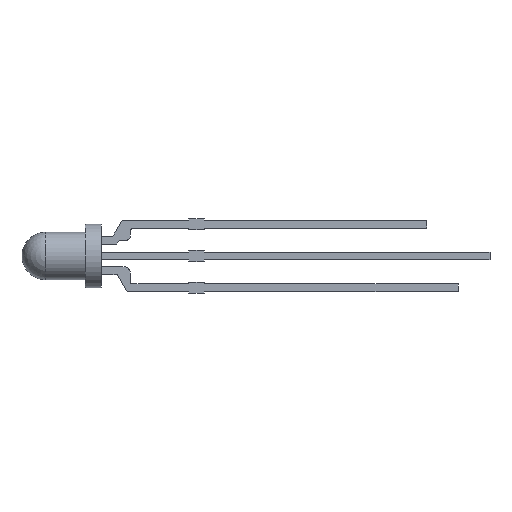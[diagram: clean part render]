
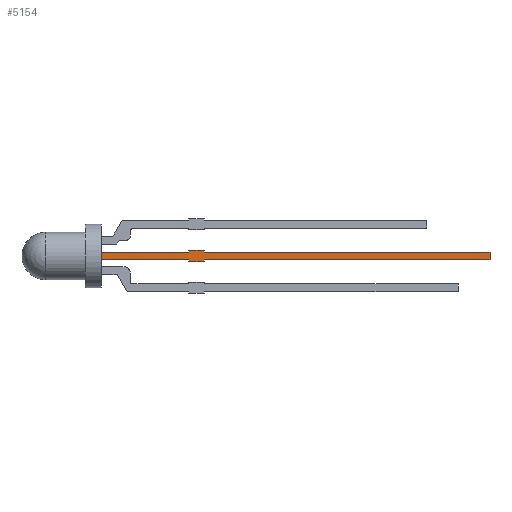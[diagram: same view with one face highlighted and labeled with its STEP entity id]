
A CAD part, left-side view. The second image highlights one B-rep face of the part: STEP entity #5154.
In plain terms, the highlighted planar face has unit normal (-1, 0, 0).
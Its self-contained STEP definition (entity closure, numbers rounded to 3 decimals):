
#420 = CARTESIAN_POINT ( 'NONE',  ( -0.25, 0., -0.25 ) ) ;
#421 = CARTESIAN_POINT ( 'NONE',  ( -0.25, 0., 0.25 ) ) ;
#548 = CARTESIAN_POINT ( 'NONE',  ( -0.25, -5.5, 0.35 ) ) ;
#752 = VECTOR ( 'NONE', #6055, 1000. ) ;
#755 = VECTOR ( 'NONE', #6064, 1000. ) ;
#849 = VECTOR ( 'NONE', #6189, 1000. ) ;
#2166 = EDGE_CURVE ( 'NONE', #4532, #4530, #3422, .T. ) ;
#2169 = EDGE_CURVE ( 'NONE', #4534, #4532, #3431, .T. ) ;
#2172 = EDGE_CURVE ( 'NONE', #4534, #4536, #3440, .T. ) ;
#2175 = EDGE_CURVE ( 'NONE', #4536, #4538, #3449, .T. ) ;
#2178 = EDGE_CURVE ( 'NONE', #4538, #4540, #3458, .T. ) ;
#2181 = EDGE_CURVE ( 'NONE', #4542, #4540, #3467, .T. ) ;
#2183 = EDGE_CURVE ( 'NONE', #4542, #7475, #3473, .T. ) ;
#2185 = EDGE_CURVE ( 'NONE', #4525, #7476, #3479, .T. ) ;
#2309 = EDGE_CURVE ( 'NONE', #7603, #4525, #3850, .T. ) ;
#2617 = FACE_OUTER_BOUND ( 'NONE', #6675, .T. ) ;
#2623 = AXIS2_PLACEMENT_3D ( 'NONE', #10614, #10615, #10616 ) ;
#2709 = EDGE_CURVE ( 'NONE', #4528, #7603, #6053, .T. ) ;
#2712 = EDGE_CURVE ( 'NONE', #4528, #4530, #6062, .T. ) ;
#2741 = EDGE_CURVE ( 'NONE', #7475, #7476, #6187, .T. ) ;
#3422 = LINE ( 'NONE', #3423, #7756 ) ;
#3423 = CARTESIAN_POINT ( 'NONE',  ( -0.25, -33.265, 0.25 ) ) ;
#3424 = DIRECTION ( 'NONE',  ( 0., 1., 0. ) ) ;
#3431 = LINE ( 'NONE', #3432, #7750 ) ;
#3432 = CARTESIAN_POINT ( 'NONE',  ( -0.25, -24.5, -0.718 ) ) ;
#3433 = DIRECTION ( 'NONE',  ( 0., 0., 1. ) ) ;
#3440 = LINE ( 'NONE', #3441, #7755 ) ;
#3441 = CARTESIAN_POINT ( 'NONE',  ( -0.25, -33.265, -0.25 ) ) ;
#3442 = DIRECTION ( 'NONE',  ( 0., 1., 0. ) ) ;
#3449 = LINE ( 'NONE', #3450, #7749 ) ;
#3450 = CARTESIAN_POINT ( 'NONE',  ( -0.25, -6.5, -0.718 ) ) ;
#3451 = DIRECTION ( 'NONE',  ( 0., 0., -1. ) ) ;
#3458 = LINE ( 'NONE', #3459, #8461 ) ;
#3459 = CARTESIAN_POINT ( 'NONE',  ( -0.25, -33.265, -0.35 ) ) ;
#3460 = DIRECTION ( 'NONE',  ( 0., 1., 0. ) ) ;
#3467 = LINE ( 'NONE', #3468, #8456 ) ;
#3468 = CARTESIAN_POINT ( 'NONE',  ( -0.25, -5.5, -0.718 ) ) ;
#3469 = DIRECTION ( 'NONE',  ( 0., 0., -1. ) ) ;
#3473 = LINE ( 'NONE', #3474, #8457 ) ;
#3474 = CARTESIAN_POINT ( 'NONE',  ( -0.25, -33.265, -0.25 ) ) ;
#3475 = DIRECTION ( 'NONE',  ( 0., 1., 0. ) ) ;
#3479 = LINE ( 'NONE', #3480, #8459 ) ;
#3480 = CARTESIAN_POINT ( 'NONE',  ( -0.25, -33.265, 0.25 ) ) ;
#3481 = DIRECTION ( 'NONE',  ( 0., 1., 0. ) ) ;
#3850 = LINE ( 'NONE', #3851, #4346 ) ;
#3851 = CARTESIAN_POINT ( 'NONE',  ( -0.25, -5.5, -0.718 ) ) ;
#3852 = DIRECTION ( 'NONE',  ( 0., 0., -1. ) ) ;
#4346 = VECTOR ( 'NONE', #3852, 1000. ) ;
#4525 = VERTEX_POINT ( 'NONE', #8736 ) ;
#4528 = VERTEX_POINT ( 'NONE', #8739 ) ;
#4530 = VERTEX_POINT ( 'NONE', #8741 ) ;
#4532 = VERTEX_POINT ( 'NONE', #8743 ) ;
#4534 = VERTEX_POINT ( 'NONE', #8745 ) ;
#4536 = VERTEX_POINT ( 'NONE', #8747 ) ;
#4538 = VERTEX_POINT ( 'NONE', #8749 ) ;
#4540 = VERTEX_POINT ( 'NONE', #8751 ) ;
#4542 = VERTEX_POINT ( 'NONE', #8753 ) ;
#5154 = ADVANCED_FACE ( 'NONE', ( #2617 ), #10613, .T. ) ;
#6053 = LINE ( 'NONE', #6054, #752 ) ;
#6054 = CARTESIAN_POINT ( 'NONE',  ( -0.25, -33.265, 0.35 ) ) ;
#6055 = DIRECTION ( 'NONE',  ( 0., 1., 0. ) ) ;
#6062 = LINE ( 'NONE', #6063, #755 ) ;
#6063 = CARTESIAN_POINT ( 'NONE',  ( -0.25, -6.5, -0.718 ) ) ;
#6064 = DIRECTION ( 'NONE',  ( 0., 0., -1. ) ) ;
#6187 = LINE ( 'NONE', #6188, #849 ) ;
#6188 = CARTESIAN_POINT ( 'NONE',  ( -0.25, 0., -0.718 ) ) ;
#6189 = DIRECTION ( 'NONE',  ( 0., 0., 1. ) ) ;
#6675 = EDGE_LOOP ( 'NONE', ( #7097, #7098, #7099, #7096, #7100, #7101, #7102, #7103, #7104, #7105, #7106, #7107 ) ) ;
#7096 = ORIENTED_EDGE ( 'NONE', *, *, #2183, .F. ) ;
#7097 = ORIENTED_EDGE ( 'NONE', *, *, #2309, .T. ) ;
#7098 = ORIENTED_EDGE ( 'NONE', *, *, #2185, .T. ) ;
#7099 = ORIENTED_EDGE ( 'NONE', *, *, #2741, .F. ) ;
#7100 = ORIENTED_EDGE ( 'NONE', *, *, #2181, .T. ) ;
#7101 = ORIENTED_EDGE ( 'NONE', *, *, #2178, .F. ) ;
#7102 = ORIENTED_EDGE ( 'NONE', *, *, #2175, .F. ) ;
#7103 = ORIENTED_EDGE ( 'NONE', *, *, #2172, .F. ) ;
#7104 = ORIENTED_EDGE ( 'NONE', *, *, #2169, .T. ) ;
#7105 = ORIENTED_EDGE ( 'NONE', *, *, #2166, .T. ) ;
#7106 = ORIENTED_EDGE ( 'NONE', *, *, #2712, .F. ) ;
#7107 = ORIENTED_EDGE ( 'NONE', *, *, #2709, .T. ) ;
#7475 = VERTEX_POINT ( 'NONE', #420 ) ;
#7476 = VERTEX_POINT ( 'NONE', #421 ) ;
#7603 = VERTEX_POINT ( 'NONE', #548 ) ;
#7749 = VECTOR ( 'NONE', #3451, 1000. ) ;
#7750 = VECTOR ( 'NONE', #3433, 1000. ) ;
#7755 = VECTOR ( 'NONE', #3442, 1000. ) ;
#7756 = VECTOR ( 'NONE', #3424, 1000. ) ;
#8456 = VECTOR ( 'NONE', #3469, 1000. ) ;
#8457 = VECTOR ( 'NONE', #3475, 1000. ) ;
#8459 = VECTOR ( 'NONE', #3481, 1000. ) ;
#8461 = VECTOR ( 'NONE', #3460, 1000. ) ;
#8736 = CARTESIAN_POINT ( 'NONE',  ( -0.25, -5.5, 0.25 ) ) ;
#8739 = CARTESIAN_POINT ( 'NONE',  ( -0.25, -6.5, 0.35 ) ) ;
#8741 = CARTESIAN_POINT ( 'NONE',  ( -0.25, -6.5, 0.25 ) ) ;
#8743 = CARTESIAN_POINT ( 'NONE',  ( -0.25, -24.5, 0.25 ) ) ;
#8745 = CARTESIAN_POINT ( 'NONE',  ( -0.25, -24.5, -0.25 ) ) ;
#8747 = CARTESIAN_POINT ( 'NONE',  ( -0.25, -6.5, -0.25 ) ) ;
#8749 = CARTESIAN_POINT ( 'NONE',  ( -0.25, -6.5, -0.35 ) ) ;
#8751 = CARTESIAN_POINT ( 'NONE',  ( -0.25, -5.5, -0.35 ) ) ;
#8753 = CARTESIAN_POINT ( 'NONE',  ( -0.25, -5.5, -0.25 ) ) ;
#10613 = PLANE ( 'NONE',  #2623 ) ;
#10614 = CARTESIAN_POINT ( 'NONE',  ( -0.25, -33.265, -0.718 ) ) ;
#10615 = DIRECTION ( 'NONE',  ( -1., 0., 0. ) ) ;
#10616 = DIRECTION ( 'NONE',  ( 0., 0., 1. ) ) ;
